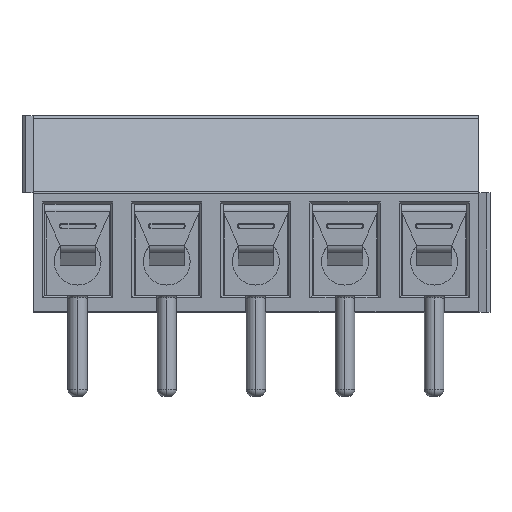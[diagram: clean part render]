
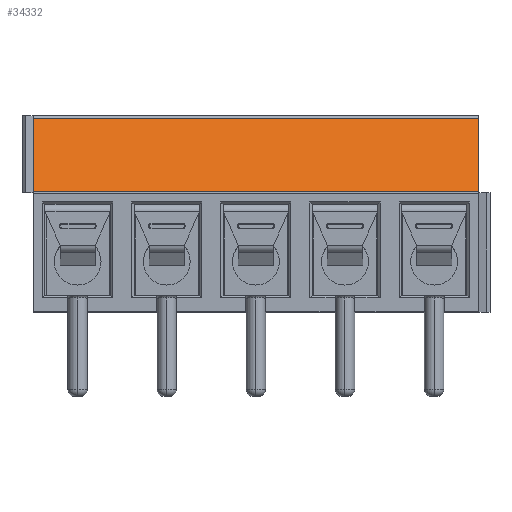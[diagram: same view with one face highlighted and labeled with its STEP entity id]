
A CAD part, top view. The second image highlights one B-rep face of the part: STEP entity #34332.
In plain terms, the highlighted planar face has unit normal (0, 0.407, 0.913).
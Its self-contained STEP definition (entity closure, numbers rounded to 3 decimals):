
#192 = VECTOR ( 'NONE', #36492, 1000. ) ;
#568 = EDGE_CURVE ( 'NONE', #37331, #38189, #1341, .T. ) ;
#757 = ORIENTED_EDGE ( 'NONE', *, *, #7928, .F. ) ;
#798 = LINE ( 'NONE', #24452, #24583 ) ;
#936 = CARTESIAN_POINT ( 'NONE',  ( 0., 4.081, 2.084 ) ) ;
#1341 = LINE ( 'NONE', #15629, #192 ) ;
#3390 = DIRECTION ( 'NONE',  ( 0., -0.407, -0.914 ) ) ;
#6213 = VECTOR ( 'NONE', #31216, 1000. ) ;
#6476 = EDGE_CURVE ( 'NONE', #24900, #37331, #32619, .T. ) ;
#7928 = EDGE_CURVE ( 'NONE', #30464, #38189, #798, .T. ) ;
#9302 = FACE_OUTER_BOUND ( 'NONE', #35020, .T. ) ;
#9578 = DIRECTION ( 'NONE',  ( 0., -0.914, 0.407 ) ) ;
#12223 = PLANE ( 'NONE',  #25344 ) ;
#14045 = CARTESIAN_POINT ( 'NONE',  ( 0., 4.2, 2.031 ) ) ;
#14147 = LINE ( 'NONE', #28228, #6213 ) ;
#15629 = CARTESIAN_POINT ( 'NONE',  ( 19.05, 0.939, 3.483 ) ) ;
#15851 = VECTOR ( 'NONE', #34917, 1000. ) ;
#17804 = CARTESIAN_POINT ( 'NONE',  ( 19.05, 0.939, 3.483 ) ) ;
#19484 = ORIENTED_EDGE ( 'NONE', *, *, #26265, .T. ) ;
#20267 = ORIENTED_EDGE ( 'NONE', *, *, #6476, .T. ) ;
#20852 = CARTESIAN_POINT ( 'NONE',  ( 19.05, 4.081, 2.084 ) ) ;
#24220 = DIRECTION ( 'NONE',  ( 0., 0.914, -0.407 ) ) ;
#24452 = CARTESIAN_POINT ( 'NONE',  ( 19.05, 4.2, 2.031 ) ) ;
#24583 = VECTOR ( 'NONE', #9578, 1000. ) ;
#24900 = VERTEX_POINT ( 'NONE', #936 ) ;
#25344 = AXIS2_PLACEMENT_3D ( 'NONE', #33089, #3390, #24220 ) ;
#26265 = EDGE_CURVE ( 'NONE', #30464, #24900, #14147, .T. ) ;
#28228 = CARTESIAN_POINT ( 'NONE',  ( 19.05, 4.081, 2.084 ) ) ;
#28254 = CARTESIAN_POINT ( 'NONE',  ( 0., 0.939, 3.483 ) ) ;
#30464 = VERTEX_POINT ( 'NONE', #20852 ) ;
#31216 = DIRECTION ( 'NONE',  ( -1., 0., 0. ) ) ;
#31515 = ORIENTED_EDGE ( 'NONE', *, *, #568, .T. ) ;
#32619 = LINE ( 'NONE', #14045, #15851 ) ;
#33089 = CARTESIAN_POINT ( 'NONE',  ( 19.05, 4.2, 2.031 ) ) ;
#34332 = ADVANCED_FACE ( 'NONE', ( #9302 ), #12223, .F. ) ;
#34917 = DIRECTION ( 'NONE',  ( 0., -0.914, 0.407 ) ) ;
#35020 = EDGE_LOOP ( 'NONE', ( #20267, #31515, #757, #19484 ) ) ;
#36492 = DIRECTION ( 'NONE',  ( 1., 0., 0. ) ) ;
#37331 = VERTEX_POINT ( 'NONE', #28254 ) ;
#38189 = VERTEX_POINT ( 'NONE', #17804 ) ;
